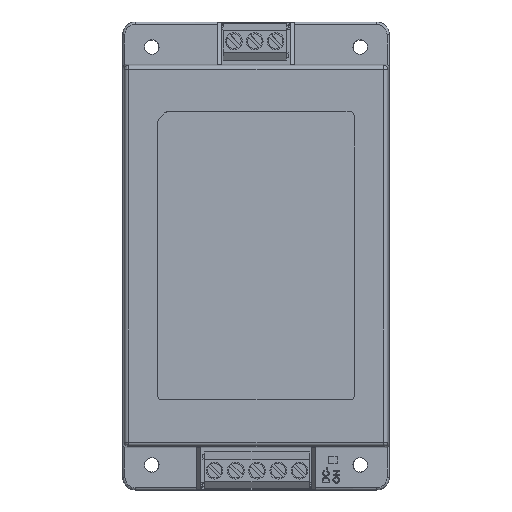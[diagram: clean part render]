
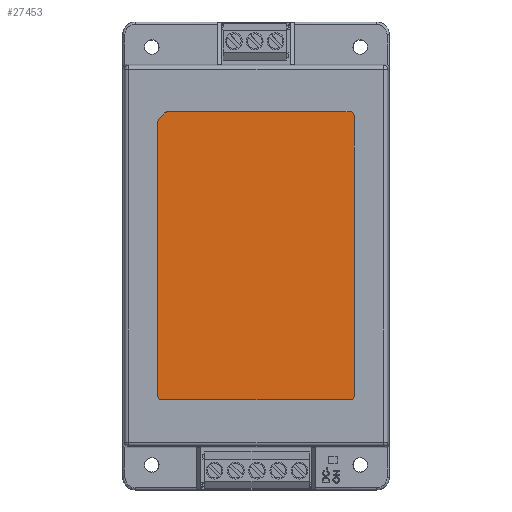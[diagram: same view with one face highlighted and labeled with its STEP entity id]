
A CAD part, top view. The second image highlights one B-rep face of the part: STEP entity #27453.
In plain terms, the highlighted planar face has unit normal (0, 0, 1).
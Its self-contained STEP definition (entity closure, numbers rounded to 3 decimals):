
#145 = EDGE_LOOP ( 'NONE', ( #10537, #9299, #6921, #26617, #7364, #32225, #15135, #16817, #30331, #7119 ) ) ;
#996 = LINE ( 'NONE', #14748, #26495 ) ;
#1336 = LINE ( 'NONE', #8911, #30736 ) ;
#1752 = VERTEX_POINT ( 'NONE', #30942 ) ;
#2011 = DIRECTION ( 'NONE',  ( -1., 0., 0. ) ) ;
#2574 = CIRCLE ( 'NONE', #25810, 1. ) ;
#2655 = CARTESIAN_POINT ( 'NONE',  ( 23.5, -34.5, 23.599 ) ) ;
#2954 = DIRECTION ( 'NONE',  ( 1., 0., 0. ) ) ;
#4021 = DIRECTION ( 'NONE',  ( 0., 0., 1. ) ) ;
#4128 = CIRCLE ( 'NONE', #35005, 1. ) ;
#5480 = DIRECTION ( 'NONE',  ( 1., 0., 0. ) ) ;
#5862 = AXIS2_PLACEMENT_3D ( 'NONE', #30949, #13995, #33786 ) ;
#6011 = EDGE_CURVE ( 'NONE', #12097, #21499, #2574, .T. ) ;
#6313 = CARTESIAN_POINT ( 'NONE',  ( -23.207, 32.793, 23.599 ) ) ;
#6400 = LINE ( 'NONE', #20150, #28262 ) ;
#6851 = VECTOR ( 'NONE', #35270, 1000. ) ;
#6921 = ORIENTED_EDGE ( 'NONE', *, *, #12811, .T. ) ;
#7119 = ORIENTED_EDGE ( 'NONE', *, *, #18255, .T. ) ;
#7364 = ORIENTED_EDGE ( 'NONE', *, *, #16333, .T. ) ;
#7517 = VERTEX_POINT ( 'NONE', #6313 ) ;
#7962 = DIRECTION ( 'NONE',  ( 0., 0., 1. ) ) ;
#8166 = CARTESIAN_POINT ( 'NONE',  ( 22.5, 34.5, 23.599 ) ) ;
#8911 = CARTESIAN_POINT ( 'NONE',  ( 23.5, 34.5, 23.599 ) ) ;
#9002 = DIRECTION ( 'NONE',  ( -1., 0., 0. ) ) ;
#9299 = ORIENTED_EDGE ( 'NONE', *, *, #9430, .T. ) ;
#9430 = EDGE_CURVE ( 'NONE', #21499, #28510, #15276, .T. ) ;
#10198 = CIRCLE ( 'NONE', #22607, 1. ) ;
#10537 = ORIENTED_EDGE ( 'NONE', *, *, #6011, .T. ) ;
#10952 = VERTEX_POINT ( 'NONE', #18758 ) ;
#12097 = VERTEX_POINT ( 'NONE', #23281 ) ;
#12811 = EDGE_CURVE ( 'NONE', #28510, #22610, #26229, .T. ) ;
#13995 = DIRECTION ( 'NONE',  ( 0., 0., 1. ) ) ;
#14152 = DIRECTION ( 'NONE',  ( -1., 0., 0. ) ) ;
#14183 = DIRECTION ( 'NONE',  ( 0., 0., 1. ) ) ;
#14222 = CARTESIAN_POINT ( 'NONE',  ( 22.5, 33.5, 23.599 ) ) ;
#14748 = CARTESIAN_POINT ( 'NONE',  ( -21.5, 34.5, 23.599 ) ) ;
#14829 = EDGE_CURVE ( 'NONE', #22610, #32526, #1336, .T. ) ;
#15135 = ORIENTED_EDGE ( 'NONE', *, *, #29045, .T. ) ;
#15276 = LINE ( 'NONE', #2655, #29445 ) ;
#16333 = EDGE_CURVE ( 'NONE', #32526, #31091, #10198, .T. ) ;
#16817 = ORIENTED_EDGE ( 'NONE', *, *, #30468, .T. ) ;
#17086 = CARTESIAN_POINT ( 'NONE',  ( 23.5, -33.5, 23.599 ) ) ;
#18255 = EDGE_CURVE ( 'NONE', #1752, #12097, #6400, .T. ) ;
#18758 = CARTESIAN_POINT ( 'NONE',  ( -23.5, 32.086, 23.599 ) ) ;
#20150 = CARTESIAN_POINT ( 'NONE',  ( -23.5, -34.5, 23.599 ) ) ;
#20849 = CARTESIAN_POINT ( 'NONE',  ( -23.5, -33.5, 23.599 ) ) ;
#21159 = CARTESIAN_POINT ( 'NONE',  ( -21.086, 34.5, 23.599 ) ) ;
#21196 = CARTESIAN_POINT ( 'NONE',  ( -22.5, -33.5, 23.599 ) ) ;
#21293 = DIRECTION ( 'NONE',  ( 0., 0., 1. ) ) ;
#21499 = VERTEX_POINT ( 'NONE', #17086 ) ;
#21868 = CARTESIAN_POINT ( 'NONE',  ( -21.793, 34.207, 23.599 ) ) ;
#22129 = LINE ( 'NONE', #32455, #6851 ) ;
#22607 = AXIS2_PLACEMENT_3D ( 'NONE', #25128, #7962, #27921 ) ;
#22610 = VERTEX_POINT ( 'NONE', #8166 ) ;
#22635 = DIRECTION ( 'NONE',  ( 0., 0., 1. ) ) ;
#22777 = CIRCLE ( 'NONE', #5862, 1. ) ;
#23281 = CARTESIAN_POINT ( 'NONE',  ( 22.5, -34.5, 23.599 ) ) ;
#24010 = DIRECTION ( 'NONE',  ( -1., 0., 0. ) ) ;
#24486 = DIRECTION ( 'NONE',  ( 0., 1., 0. ) ) ;
#25128 = CARTESIAN_POINT ( 'NONE',  ( -21.086, 33.5, 23.599 ) ) ;
#25810 = AXIS2_PLACEMENT_3D ( 'NONE', #34001, #21293, #2011 ) ;
#26229 = CIRCLE ( 'NONE', #26481, 1. ) ;
#26481 = AXIS2_PLACEMENT_3D ( 'NONE', #14222, #14183, #14152 ) ;
#26495 = VECTOR ( 'NONE', #34509, 1000. ) ;
#26617 = ORIENTED_EDGE ( 'NONE', *, *, #14829, .T. ) ;
#27453 = ADVANCED_FACE ( 'NONE', ( #35031 ), #33794, .T. ) ;
#27601 = EDGE_CURVE ( 'NONE', #31091, #7517, #996, .T. ) ;
#27921 = DIRECTION ( 'NONE',  ( -1., 0., 0. ) ) ;
#28262 = VECTOR ( 'NONE', #2954, 1000. ) ;
#28510 = VERTEX_POINT ( 'NONE', #36292 ) ;
#29045 = EDGE_CURVE ( 'NONE', #7517, #10952, #22777, .T. ) ;
#29445 = VECTOR ( 'NONE', #24486, 1000. ) ;
#30261 = VERTEX_POINT ( 'NONE', #20849 ) ;
#30331 = ORIENTED_EDGE ( 'NONE', *, *, #31928, .T. ) ;
#30468 = EDGE_CURVE ( 'NONE', #10952, #30261, #22129, .T. ) ;
#30728 = CARTESIAN_POINT ( 'NONE',  ( 0.123, -0.179, 23.599 ) ) ;
#30736 = VECTOR ( 'NONE', #9002, 1000. ) ;
#30942 = CARTESIAN_POINT ( 'NONE',  ( -22.5, -34.5, 23.599 ) ) ;
#30949 = CARTESIAN_POINT ( 'NONE',  ( -22.5, 32.086, 23.599 ) ) ;
#31091 = VERTEX_POINT ( 'NONE', #21868 ) ;
#31928 = EDGE_CURVE ( 'NONE', #30261, #1752, #4128, .T. ) ;
#32225 = ORIENTED_EDGE ( 'NONE', *, *, #27601, .T. ) ;
#32455 = CARTESIAN_POINT ( 'NONE',  ( -23.5, 32.5, 23.599 ) ) ;
#32526 = VERTEX_POINT ( 'NONE', #21159 ) ;
#33786 = DIRECTION ( 'NONE',  ( -1., 0., 0. ) ) ;
#33794 = PLANE ( 'NONE',  #35765 ) ;
#34001 = CARTESIAN_POINT ( 'NONE',  ( 22.5, -33.5, 23.599 ) ) ;
#34509 = DIRECTION ( 'NONE',  ( -0.707, -0.707, 0. ) ) ;
#35005 = AXIS2_PLACEMENT_3D ( 'NONE', #21196, #4021, #24010 ) ;
#35031 = FACE_OUTER_BOUND ( 'NONE', #145, .T. ) ;
#35270 = DIRECTION ( 'NONE',  ( 0., -1., 0. ) ) ;
#35765 = AXIS2_PLACEMENT_3D ( 'NONE', #30728, #22635, #5480 ) ;
#36292 = CARTESIAN_POINT ( 'NONE',  ( 23.5, 33.5, 23.599 ) ) ;
